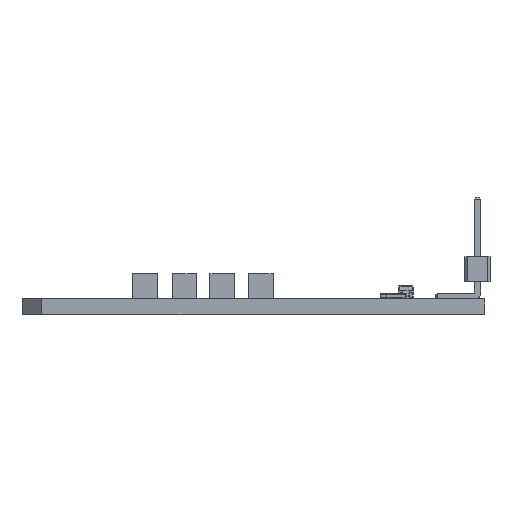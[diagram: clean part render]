
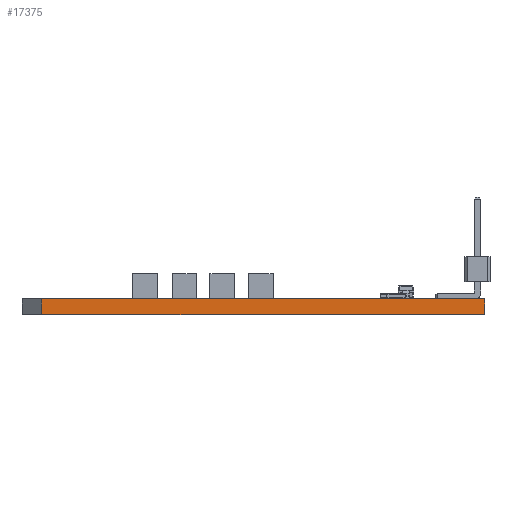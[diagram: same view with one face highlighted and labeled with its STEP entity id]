
A CAD part, left-side view. The second image highlights one B-rep face of the part: STEP entity #17375.
In plain terms, the highlighted planar face has unit normal (-1, 0, 0).
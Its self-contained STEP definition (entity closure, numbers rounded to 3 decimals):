
#15627 = PLANE('',#15628);
#15628 = AXIS2_PLACEMENT_3D('',#15629,#15630,#15631);
#15629 = CARTESIAN_POINT('',(78.749,-90.185,1.6));
#15630 = DIRECTION('',(-0.,-0.,-1.));
#15631 = DIRECTION('',(-1.,0.,0.));
#15681 = PLANE('',#15682);
#15682 = AXIS2_PLACEMENT_3D('',#15683,#15684,#15685);
#15683 = CARTESIAN_POINT('',(78.749,-90.185,0.));
#15684 = DIRECTION('',(-0.,-0.,-1.));
#15685 = DIRECTION('',(-1.,0.,0.));
#15874 = VERTEX_POINT('',#15875);
#15875 = CARTESIAN_POINT('',(50.,-112.,0.));
#15889 = PLANE('',#15890);
#15890 = AXIS2_PLACEMENT_3D('',#15891,#15892,#15893);
#15891 = CARTESIAN_POINT('',(110.,-112.,0.));
#15892 = DIRECTION('',(0.,-1.,0.));
#15893 = DIRECTION('',(-1.,0.,0.));
#15901 = EDGE_CURVE('',#15874,#15902,#15904,.T.);
#15902 = VERTEX_POINT('',#15903);
#15903 = CARTESIAN_POINT('',(50.,-67.,0.));
#15904 = SURFACE_CURVE('',#15905,(#15909,#15916),.PCURVE_S1.);
#15905 = LINE('',#15906,#15907);
#15906 = CARTESIAN_POINT('',(50.,-112.,0.));
#15907 = VECTOR('',#15908,1.);
#15908 = DIRECTION('',(0.,1.,0.));
#15909 = PCURVE('',#15681,#15910);
#15910 = DEFINITIONAL_REPRESENTATION('',(#15911),#15915);
#15911 = LINE('',#15912,#15913);
#15912 = CARTESIAN_POINT('',(28.749,-21.815));
#15913 = VECTOR('',#15914,1.);
#15914 = DIRECTION('',(0.,1.));
#15915 = ( GEOMETRIC_REPRESENTATION_CONTEXT(2) 
PARAMETRIC_REPRESENTATION_CONTEXT() REPRESENTATION_CONTEXT('2D SPACE',''
  ) );
#15916 = PCURVE('',#15917,#15922);
#15917 = PLANE('',#15918);
#15918 = AXIS2_PLACEMENT_3D('',#15919,#15920,#15921);
#15919 = CARTESIAN_POINT('',(50.,-112.,0.));
#15920 = DIRECTION('',(-1.,0.,0.));
#15921 = DIRECTION('',(0.,1.,0.));
#15922 = DEFINITIONAL_REPRESENTATION('',(#15923),#15927);
#15923 = LINE('',#15924,#15925);
#15924 = CARTESIAN_POINT('',(0.,0.));
#15925 = VECTOR('',#15926,1.);
#15926 = DIRECTION('',(1.,0.));
#15927 = ( GEOMETRIC_REPRESENTATION_CONTEXT(2) 
PARAMETRIC_REPRESENTATION_CONTEXT() REPRESENTATION_CONTEXT('2D SPACE',''
  ) );
#15945 = PLANE('',#15946);
#15946 = AXIS2_PLACEMENT_3D('',#15947,#15948,#15949);
#15947 = CARTESIAN_POINT('',(50.,-67.,0.));
#15948 = DIRECTION('',(-0.707,0.707,0.));
#15949 = DIRECTION('',(0.707,0.707,0.));
#16638 = VERTEX_POINT('',#16639);
#16639 = CARTESIAN_POINT('',(50.,-112.,1.6));
#16660 = EDGE_CURVE('',#16638,#16661,#16663,.T.);
#16661 = VERTEX_POINT('',#16662);
#16662 = CARTESIAN_POINT('',(50.,-67.,1.6));
#16663 = SURFACE_CURVE('',#16664,(#16668,#16675),.PCURVE_S1.);
#16664 = LINE('',#16665,#16666);
#16665 = CARTESIAN_POINT('',(50.,-112.,1.6));
#16666 = VECTOR('',#16667,1.);
#16667 = DIRECTION('',(0.,1.,0.));
#16668 = PCURVE('',#15627,#16669);
#16669 = DEFINITIONAL_REPRESENTATION('',(#16670),#16674);
#16670 = LINE('',#16671,#16672);
#16671 = CARTESIAN_POINT('',(28.749,-21.815));
#16672 = VECTOR('',#16673,1.);
#16673 = DIRECTION('',(0.,1.));
#16674 = ( GEOMETRIC_REPRESENTATION_CONTEXT(2) 
PARAMETRIC_REPRESENTATION_CONTEXT() REPRESENTATION_CONTEXT('2D SPACE',''
  ) );
#16675 = PCURVE('',#15917,#16676);
#16676 = DEFINITIONAL_REPRESENTATION('',(#16677),#16681);
#16677 = LINE('',#16678,#16679);
#16678 = CARTESIAN_POINT('',(0.,-1.6));
#16679 = VECTOR('',#16680,1.);
#16680 = DIRECTION('',(1.,0.));
#16681 = ( GEOMETRIC_REPRESENTATION_CONTEXT(2) 
PARAMETRIC_REPRESENTATION_CONTEXT() REPRESENTATION_CONTEXT('2D SPACE',''
  ) );
#17325 = EDGE_CURVE('',#15902,#16661,#17326,.T.);
#17326 = SURFACE_CURVE('',#17327,(#17331,#17338),.PCURVE_S1.);
#17327 = LINE('',#17328,#17329);
#17328 = CARTESIAN_POINT('',(50.,-67.,0.));
#17329 = VECTOR('',#17330,1.);
#17330 = DIRECTION('',(0.,0.,1.));
#17331 = PCURVE('',#15945,#17332);
#17332 = DEFINITIONAL_REPRESENTATION('',(#17333),#17337);
#17333 = LINE('',#17334,#17335);
#17334 = CARTESIAN_POINT('',(0.,0.));
#17335 = VECTOR('',#17336,1.);
#17336 = DIRECTION('',(0.,-1.));
#17337 = ( GEOMETRIC_REPRESENTATION_CONTEXT(2) 
PARAMETRIC_REPRESENTATION_CONTEXT() REPRESENTATION_CONTEXT('2D SPACE',''
  ) );
#17338 = PCURVE('',#15917,#17339);
#17339 = DEFINITIONAL_REPRESENTATION('',(#17340),#17344);
#17340 = LINE('',#17341,#17342);
#17341 = CARTESIAN_POINT('',(45.,0.));
#17342 = VECTOR('',#17343,1.);
#17343 = DIRECTION('',(0.,-1.));
#17344 = ( GEOMETRIC_REPRESENTATION_CONTEXT(2) 
PARAMETRIC_REPRESENTATION_CONTEXT() REPRESENTATION_CONTEXT('2D SPACE',''
  ) );
#17354 = EDGE_CURVE('',#15874,#16638,#17355,.T.);
#17355 = SURFACE_CURVE('',#17356,(#17360,#17367),.PCURVE_S1.);
#17356 = LINE('',#17357,#17358);
#17357 = CARTESIAN_POINT('',(50.,-112.,0.));
#17358 = VECTOR('',#17359,1.);
#17359 = DIRECTION('',(0.,0.,1.));
#17360 = PCURVE('',#15889,#17361);
#17361 = DEFINITIONAL_REPRESENTATION('',(#17362),#17366);
#17362 = LINE('',#17363,#17364);
#17363 = CARTESIAN_POINT('',(60.,0.));
#17364 = VECTOR('',#17365,1.);
#17365 = DIRECTION('',(0.,-1.));
#17366 = ( GEOMETRIC_REPRESENTATION_CONTEXT(2) 
PARAMETRIC_REPRESENTATION_CONTEXT() REPRESENTATION_CONTEXT('2D SPACE',''
  ) );
#17367 = PCURVE('',#15917,#17368);
#17368 = DEFINITIONAL_REPRESENTATION('',(#17369),#17373);
#17369 = LINE('',#17370,#17371);
#17370 = CARTESIAN_POINT('',(0.,0.));
#17371 = VECTOR('',#17372,1.);
#17372 = DIRECTION('',(0.,-1.));
#17373 = ( GEOMETRIC_REPRESENTATION_CONTEXT(2) 
PARAMETRIC_REPRESENTATION_CONTEXT() REPRESENTATION_CONTEXT('2D SPACE',''
  ) );
#17375 = ADVANCED_FACE('',(#17376),#15917,.T.);
#17376 = FACE_BOUND('',#17377,.T.);
#17377 = EDGE_LOOP('',(#17378,#17379,#17380,#17381));
#17378 = ORIENTED_EDGE('',*,*,#17354,.T.);
#17379 = ORIENTED_EDGE('',*,*,#16660,.T.);
#17380 = ORIENTED_EDGE('',*,*,#17325,.F.);
#17381 = ORIENTED_EDGE('',*,*,#15901,.F.);
